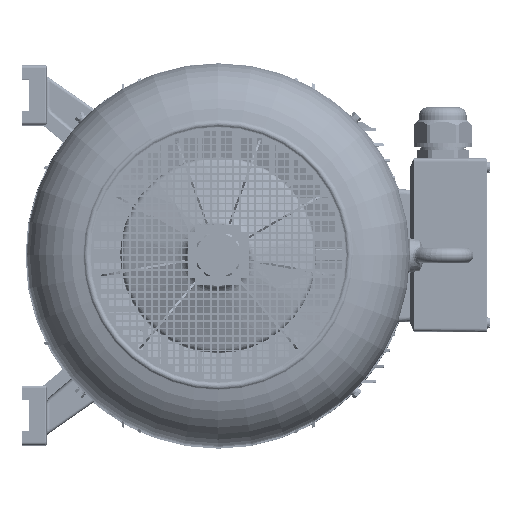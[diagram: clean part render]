
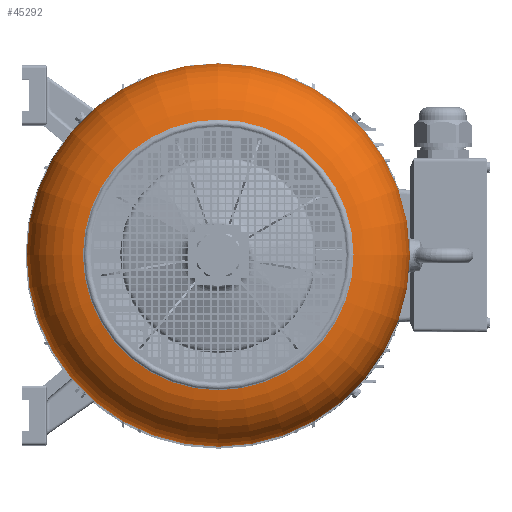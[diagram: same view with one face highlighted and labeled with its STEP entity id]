
A CAD part, top view. The second image highlights one B-rep face of the part: STEP entity #45292.
In plain terms, the highlighted toroidal (fillet/blend) face has major radius 181.5 mm and minor radius 92 mm.
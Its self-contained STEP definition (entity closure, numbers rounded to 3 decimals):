
#3215=TOROIDAL_SURFACE('',#132715,181.5,92.);
#45292=ADVANCED_FACE('',(#54199,#54200),#3215,.T.);
#54199=FACE_BOUND('',#57409,.T.);
#54200=FACE_BOUND('',#57410,.T.);
#57409=EDGE_LOOP('',(#73473));
#57410=EDGE_LOOP('',(#73474));
#73473=ORIENTED_EDGE('',*,*,#119223,.F.);
#73474=ORIENTED_EDGE('',*,*,#112496,.T.);
#100323=VERTEX_POINT('',#179125);
#107049=VERTEX_POINT('',#192583);
#112496=EDGE_CURVE('',#100323,#100323,#129281,.T.);
#119223=EDGE_CURVE('',#107049,#107049,#129288,.T.);
#129281=CIRCLE('',#132702,273.5);
#129288=CIRCLE('',#132714,193.092);
#132702=AXIS2_PLACEMENT_3D('',#179124,#143750,#143751);
#132714=AXIS2_PLACEMENT_3D('',#192582,#150494,#150495);
#132715=AXIS2_PLACEMENT_3D('',#192584,#150496,#150497);
#143750=DIRECTION('',(0.,0.,1.));
#143751=DIRECTION('',(1.,0.,0.));
#150494=DIRECTION('',(0.,0.,1.));
#150495=DIRECTION('',(1.,0.,0.));
#150496=DIRECTION('',(0.,0.,1.));
#150497=DIRECTION('',(1.,0.,0.));
#179124=CARTESIAN_POINT('',(204.672,302.904,829.624));
#179125=CARTESIAN_POINT('',(478.172,302.904,829.624));
#192582=CARTESIAN_POINT('',(204.672,302.904,920.891));
#192583=CARTESIAN_POINT('',(397.764,302.904,920.891));
#192584=CARTESIAN_POINT('',(204.672,302.904,829.624));
